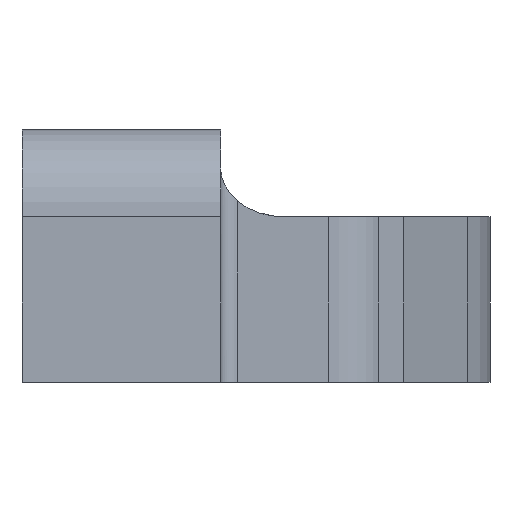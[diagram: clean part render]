
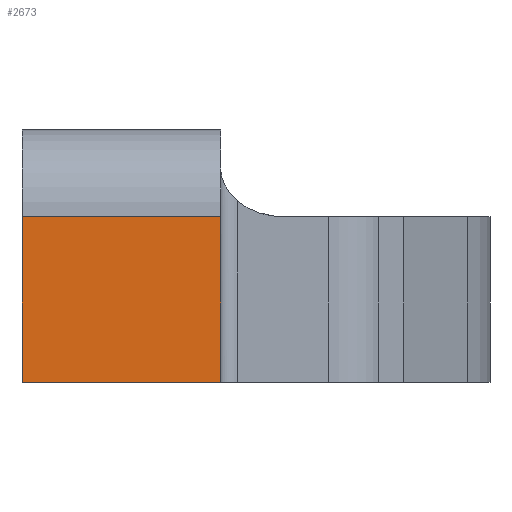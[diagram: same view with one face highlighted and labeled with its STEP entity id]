
A CAD part, left-side view. The second image highlights one B-rep face of the part: STEP entity #2673.
In plain terms, the highlighted planar face has unit normal (-1, 0, 0).
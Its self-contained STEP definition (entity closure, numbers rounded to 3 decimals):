
#118 = LINE ( 'NONE', #3581, #3194 ) ;
#386 = CARTESIAN_POINT ( 'NONE',  ( -30.5, 12., 0. ) ) ;
#400 = DIRECTION ( 'NONE',  ( 0., 0., -1. ) ) ;
#457 = VERTEX_POINT ( 'NONE', #2521 ) ;
#494 = LINE ( 'NONE', #3118, #1383 ) ;
#709 = EDGE_CURVE ( 'NONE', #457, #2560, #494, .T. ) ;
#1046 = CARTESIAN_POINT ( 'NONE',  ( -30.5, -12., 20. ) ) ;
#1383 = VECTOR ( 'NONE', #1670, 1000. ) ;
#1633 = CARTESIAN_POINT ( 'NONE',  ( -30.5, -12., 0. ) ) ;
#1670 = DIRECTION ( 'NONE',  ( 0., 1., 0. ) ) ;
#1861 = FACE_OUTER_BOUND ( 'NONE', #1967, .T. ) ;
#1967 = EDGE_LOOP ( 'NONE', ( #3105, #3583, #2754, #3546 ) ) ;
#2175 = CARTESIAN_POINT ( 'NONE',  ( -30.5, 12., 0. ) ) ;
#2231 = VERTEX_POINT ( 'NONE', #1046 ) ;
#2449 = EDGE_CURVE ( 'NONE', #2231, #3738, #118, .T. ) ;
#2490 = CARTESIAN_POINT ( 'NONE',  ( -30.5, -12., 0. ) ) ;
#2521 = CARTESIAN_POINT ( 'NONE',  ( -30.5, -12., 0. ) ) ;
#2560 = VERTEX_POINT ( 'NONE', #386 ) ;
#2673 = ADVANCED_FACE ( 'NONE', ( #1861 ), #2776, .F. ) ;
#2754 = ORIENTED_EDGE ( 'NONE', *, *, #2821, .F. ) ;
#2756 = LINE ( 'NONE', #2175, #3337 ) ;
#2776 = PLANE ( 'NONE',  #3003 ) ;
#2821 = EDGE_CURVE ( 'NONE', #2231, #457, #3717, .T. ) ;
#2897 = CARTESIAN_POINT ( 'NONE',  ( -30.5, 12., 20. ) ) ;
#2987 = DIRECTION ( 'NONE',  ( 0., 1., 0. ) ) ;
#3003 = AXIS2_PLACEMENT_3D ( 'NONE', #2490, #3612, #400 ) ;
#3071 = VECTOR ( 'NONE', #3178, 1000. ) ;
#3105 = ORIENTED_EDGE ( 'NONE', *, *, #3541, .T. ) ;
#3118 = CARTESIAN_POINT ( 'NONE',  ( -30.5, -12., 0. ) ) ;
#3178 = DIRECTION ( 'NONE',  ( 0., 0., -1. ) ) ;
#3194 = VECTOR ( 'NONE', #2987, 1000. ) ;
#3337 = VECTOR ( 'NONE', #3345, 1000. ) ;
#3345 = DIRECTION ( 'NONE',  ( 0., 0., -1. ) ) ;
#3541 = EDGE_CURVE ( 'NONE', #3738, #2560, #2756, .T. ) ;
#3546 = ORIENTED_EDGE ( 'NONE', *, *, #2449, .T. ) ;
#3581 = CARTESIAN_POINT ( 'NONE',  ( -30.5, -12., 20. ) ) ;
#3583 = ORIENTED_EDGE ( 'NONE', *, *, #709, .F. ) ;
#3612 = DIRECTION ( 'NONE',  ( 1., 0., 0. ) ) ;
#3717 = LINE ( 'NONE', #1633, #3071 ) ;
#3738 = VERTEX_POINT ( 'NONE', #2897 ) ;
